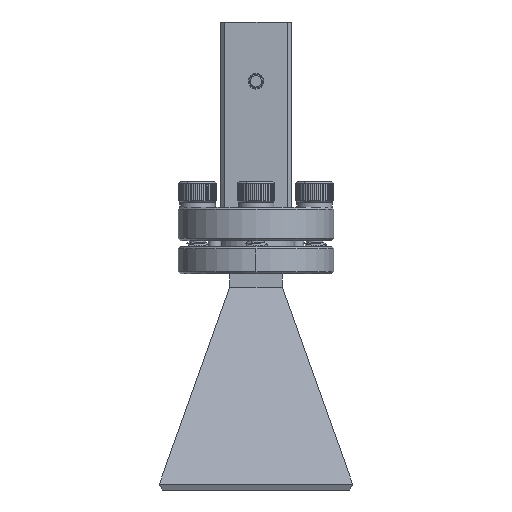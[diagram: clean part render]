
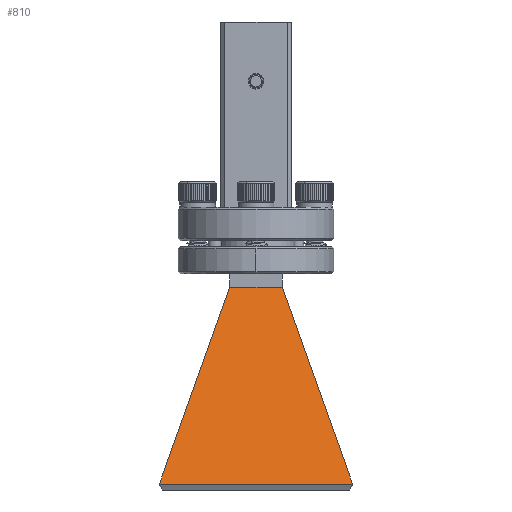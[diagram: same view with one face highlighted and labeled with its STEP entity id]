
A CAD part, front view. The second image highlights one B-rep face of the part: STEP entity #810.
In plain terms, the highlighted planar face has unit normal (0, -0.958, 0.287).
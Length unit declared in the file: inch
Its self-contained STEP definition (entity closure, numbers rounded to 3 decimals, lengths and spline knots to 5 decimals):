
#108 = DIRECTION ( 'NONE',  ( -1., 0., 0. ) ) ;
#649 = CARTESIAN_POINT ( 'NONE',  ( -3.89068, 0.47551, -0.59148 ) ) ;
#810 = ADVANCED_FACE ( 'NONE', ( #37346 ), #10779, .T. ) ;
#814 = EDGE_LOOP ( 'NONE', ( #31754, #9418, #23600, #17983 ) ) ;
#4667 = VERTEX_POINT ( 'NONE', #28204 ) ;
#5548 = VECTOR ( 'NONE', #108, 39.37008 ) ;
#7386 = CARTESIAN_POINT ( 'NONE',  ( -3.88042, 0.4669, -0.62022 ) ) ;
#8316 = CARTESIAN_POINT ( 'NONE',  ( -4.35542, 0.21412, -1.46426 ) ) ;
#8509 = VECTOR ( 'NONE', #22465, 39.37008 ) ;
#8662 = LINE ( 'NONE', #27251, #12791 ) ;
#8988 = VECTOR ( 'NONE', #10213, 39.37008 ) ;
#9418 = ORIENTED_EDGE ( 'NONE', *, *, #14365, .T. ) ;
#9905 = CARTESIAN_POINT ( 'NONE',  ( -4.35542, 0.47551, -0.59148 ) ) ;
#10213 = DIRECTION ( 'NONE',  ( -0.324, 0.271, 0.906 ) ) ;
#10730 = CARTESIAN_POINT ( 'NONE',  ( -4.22842, 0.7589, 0.35478 ) ) ;
#10779 = PLANE ( 'NONE',  #38502 ) ;
#12507 = CARTESIAN_POINT ( 'NONE',  ( -4.22842, 0.7589, 0.35478 ) ) ;
#12791 = VECTOR ( 'NONE', #15429, 39.37008 ) ;
#14013 = VERTEX_POINT ( 'NONE', #10730 ) ;
#14365 = EDGE_CURVE ( 'NONE', #4667, #23857, #25276, .T. ) ;
#14698 = LINE ( 'NONE', #12507, #5548 ) ;
#15429 = DIRECTION ( 'NONE',  ( 0.324, 0.271, 0.906 ) ) ;
#17502 = DIRECTION ( 'NONE',  ( -1., 0., 0. ) ) ;
#17983 = ORIENTED_EDGE ( 'NONE', *, *, #18560, .T. ) ;
#18560 = EDGE_CURVE ( 'NONE', #14013, #21978, #14698, .T. ) ;
#21978 = VERTEX_POINT ( 'NONE', #36932 ) ;
#22465 = DIRECTION ( 'NONE',  ( 1., 0., 0. ) ) ;
#22966 = DIRECTION ( 'NONE',  ( 0., -0.958, 0.287 ) ) ;
#23600 = ORIENTED_EDGE ( 'NONE', *, *, #25897, .T. ) ;
#23649 = EDGE_CURVE ( 'NONE', #4667, #21978, #8662, .T. ) ;
#23857 = VERTEX_POINT ( 'NONE', #649 ) ;
#25276 = LINE ( 'NONE', #9905, #8509 ) ;
#25897 = EDGE_CURVE ( 'NONE', #23857, #14013, #28401, .T. ) ;
#27251 = CARTESIAN_POINT ( 'NONE',  ( -4.83042, 0.4669, -0.62022 ) ) ;
#28204 = CARTESIAN_POINT ( 'NONE',  ( -4.82016, 0.47551, -0.59148 ) ) ;
#28401 = LINE ( 'NONE', #7386, #8988 ) ;
#31754 = ORIENTED_EDGE ( 'NONE', *, *, #23649, .F. ) ;
#36932 = CARTESIAN_POINT ( 'NONE',  ( -4.48242, 0.7589, 0.35478 ) ) ;
#37346 = FACE_OUTER_BOUND ( 'NONE', #814, .T. ) ;
#38502 = AXIS2_PLACEMENT_3D ( 'NONE', #8316, #22966, #17502 ) ;
